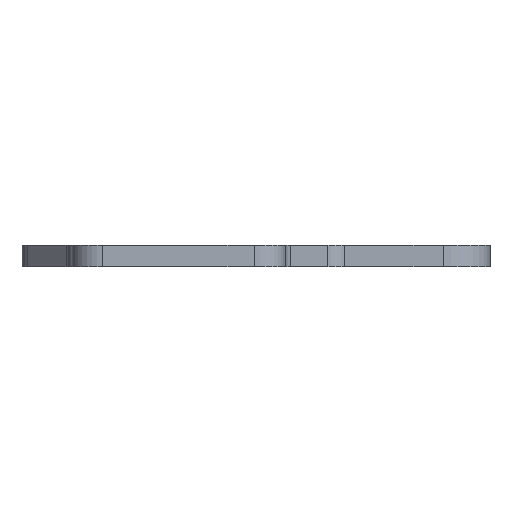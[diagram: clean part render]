
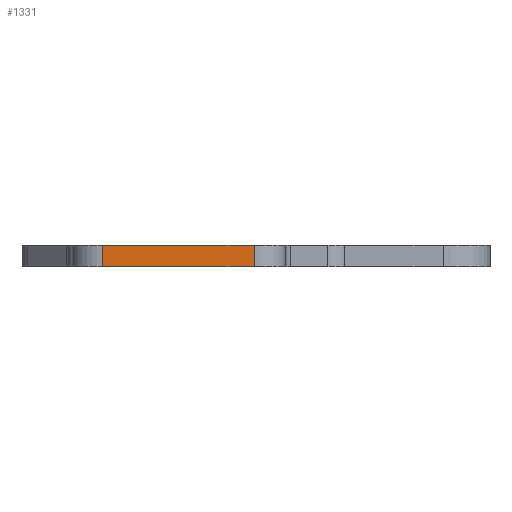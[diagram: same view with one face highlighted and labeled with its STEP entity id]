
A CAD part, left-side view. The second image highlights one B-rep face of the part: STEP entity #1331.
In plain terms, the highlighted planar face has unit normal (-1, 0, 0).
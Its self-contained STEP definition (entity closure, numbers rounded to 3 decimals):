
#183=DIRECTION('',(0.,1.,0.));
#184=VECTOR('',#183,4.856);
#185=CARTESIAN_POINT('',(-8.,-2.428,0.));
#186=LINE('',#185,#184);
#298=DIRECTION('',(0.,1.,0.));
#299=VECTOR('',#298,4.856);
#300=CARTESIAN_POINT('',(-8.,-2.428,0.7));
#301=LINE('',#300,#299);
#453=DIRECTION('',(0.,0.,-1.));
#454=VECTOR('',#453,0.7);
#455=CARTESIAN_POINT('',(-8.,-2.428,0.7));
#456=LINE('',#455,#454);
#457=DIRECTION('',(0.,0.,1.));
#458=VECTOR('',#457,0.7);
#459=CARTESIAN_POINT('',(-8.,2.428,0.));
#460=LINE('',#459,#458);
#786=CARTESIAN_POINT('',(-8.,-2.428,0.));
#788=VERTEX_POINT('',#786);
#789=CARTESIAN_POINT('',(-8.,-2.428,0.7));
#790=VERTEX_POINT('',#789);
#794=CARTESIAN_POINT('',(-8.,2.428,0.7));
#796=VERTEX_POINT('',#794);
#797=CARTESIAN_POINT('',(-8.,2.428,0.));
#798=VERTEX_POINT('',#797);
#1319=CARTESIAN_POINT('',(-8.,-3.428,0.7));
#1320=DIRECTION('',(1.,0.,0.));
#1321=DIRECTION('',(0.,1.,0.));
#1322=AXIS2_PLACEMENT_3D('',#1319,#1320,#1321);
#1323=PLANE('',#1322);
#1324=ORIENTED_EDGE('',*,*,#1311,.T.);
#1325=ORIENTED_EDGE('',*,*,#876,.T.);
#1327=ORIENTED_EDGE('',*,*,#1326,.T.);
#1328=ORIENTED_EDGE('',*,*,#994,.F.);
#1329=EDGE_LOOP('',(#1324,#1325,#1327,#1328));
#1330=FACE_OUTER_BOUND('',#1329,.F.);
#1331=ADVANCED_FACE('',(#1330),#1323,.F.);
#876=EDGE_CURVE('',#788,#798,#186,.T.);
#994=EDGE_CURVE('',#790,#796,#301,.T.);
#1311=EDGE_CURVE('',#790,#788,#456,.T.);
#1326=EDGE_CURVE('',#798,#796,#460,.T.);
